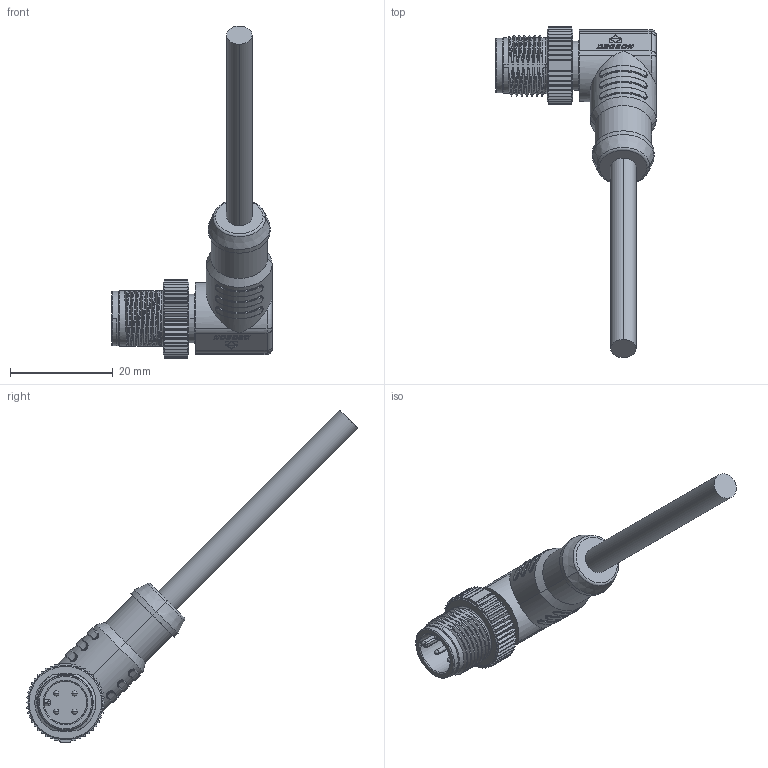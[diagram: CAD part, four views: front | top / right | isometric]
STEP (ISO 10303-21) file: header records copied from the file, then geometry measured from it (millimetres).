
FILE_DESCRIPTION((''),'2;1');
FILE_NAME('PM-M12A-04P-MM-SR8A01_SW0001','2020-03-25T',('Administrator'),(''),'CREO PARAMETRIC BY PTC INC, 2014350','CREO PARAMETRIC BY PTC INC, 2014350','');
FILE_SCHEMA(('CONFIG_CONTROL_DESIGN'));
Length unit declared in the file: millimetre
Products named in the file (1): PM-M12A-04P-MM-SR8A01_SW0001
Bounding box: 31.2 x 64.57 x 64.6 mm (x, y, z)
Volume: 7092.1 mm3; surface area: 4359.4 mm2
Topology: 1 solids, 3 shells, 1054 faces, 2855 edges, 1836 vertices
Faces by surface type: plane 770, cylinder 144, bspline 79, torus 38, cone 15, sphere 8
Entity records: 55124 total; most frequent: CARTESIAN_POINT 28913, ORIENTED_EDGE 5694, DIRECTION 5034, EDGE_CURVE 2847, VECTOR 2234, LINE 2234, VERTEX_POINT 1836, AXIS2_PLACEMENT_3D 1400
